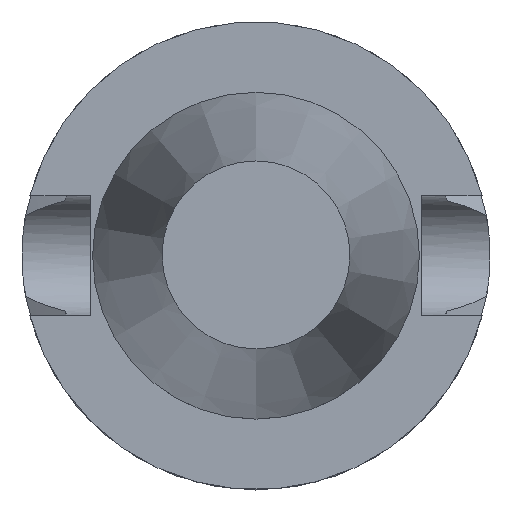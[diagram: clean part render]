
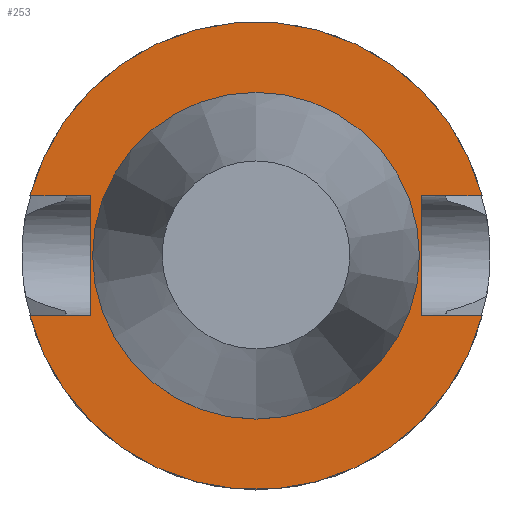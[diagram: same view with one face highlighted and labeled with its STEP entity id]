
A CAD part, top view. The second image highlights one B-rep face of the part: STEP entity #253.
In plain terms, the highlighted planar face has unit normal (0, 0, 1).
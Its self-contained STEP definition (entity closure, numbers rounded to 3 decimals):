
#132=EDGE_CURVE('240[2]',#353,#371,#372,.T.);
#175=EDGE_CURVE('240[2]',#436,#437,#438,.T.);
#188=EDGE_CURVE('240[2]',#368,#455,#456,.T.);
#193=EDGE_CURVE('240[2]',#371,#462,#463,.T.);
#206=EDGE_CURVE('240[2]',#480,#480,#481,.T.);
#248=EDGE_CURVE('240[2]',#437,#392,#536,.T.);
#253=ADVANCED_FACE('240[2]',(#542,#543),#544,.T.);
#260=EDGE_CURVE('240[2]',#392,#368,#553,.T.);
#279=EDGE_CURVE('240[2]',#455,#353,#581,.T.);
#308=EDGE_CURVE('240[2]',#462,#436,#616,.T.);
#353=VERTEX_POINT('',#666);
#368=VERTEX_POINT('',#687);
#371=VERTEX_POINT('',#692);
#372=LINE('',#693,#694);
#392=VERTEX_POINT('',#731);
#436=VERTEX_POINT('',#824);
#437=VERTEX_POINT('',#825);
#438=CIRCLE('',#826,50.);
#455=VERTEX_POINT('',#867);
#456=LINE('',#868,#869);
#462=VERTEX_POINT('',#877);
#463=LINE('',#878,#879);
#480=VERTEX_POINT('',#904);
#481=CIRCLE('',#905,34.925);
#536=LINE('',#1002,#1003);
#542=FACE_OUTER_BOUND('',#1011,.T.);
#543=FACE_BOUND('',#1012,.T.);
#544=PLANE('',#1013);
#553=LINE('',#1036,#1037);
#581=CIRCLE('',#1159,50.);
#616=LINE('',#1292,#1293);
#666=CARTESIAN_POINT('',(-48.321,12.85,-1.5));
#687=CARTESIAN_POINT('',(35.4,12.85,-1.5));
#692=CARTESIAN_POINT('',(-35.4,12.85,-1.5));
#693=CARTESIAN_POINT('',(-17.7,12.85,-1.5));
#694=VECTOR('',#1352,1.0);
#731=CARTESIAN_POINT('',(35.4,-12.85,-1.5));
#824=CARTESIAN_POINT('',(-48.321,-12.85,-1.5));
#825=CARTESIAN_POINT('',(48.321,-12.85,-1.5));
#826=AXIS2_PLACEMENT_3D('',#1417,#1418,#1419);
#867=CARTESIAN_POINT('',(48.321,12.85,-1.5));
#868=CARTESIAN_POINT('',(17.7,12.85,-1.5));
#869=VECTOR('',#1433,1.0);
#877=CARTESIAN_POINT('',(-35.4,-12.85,-1.5));
#878=CARTESIAN_POINT('',(-35.4,14.806,-1.5));
#879=VECTOR('',#1446,1.0);
#904=CARTESIAN_POINT('',(0.,34.925,-1.5));
#905=AXIS2_PLACEMENT_3D('',#1465,#1466,#1467);
#1002=CARTESIAN_POINT('',(17.7,-12.85,-1.5));
#1003=VECTOR('',#1530,1.0);
#1011=EDGE_LOOP('',(#1535,#1536,#1537,#1538,#1539,#1540,#1541,#1542));
#1012=EDGE_LOOP('',(#1543));
#1013=AXIS2_PLACEMENT_3D('',#1544,#1545,#1546);
#1036=CARTESIAN_POINT('',(35.4,21.231,-1.5));
#1037=VECTOR('',#1553,1.0);
#1159=AXIS2_PLACEMENT_3D('',#1582,#1583,#1584);
#1292=CARTESIAN_POINT('',(-17.7,-12.85,-1.5));
#1293=VECTOR('',#1633,1.0);
#1352=DIRECTION('',(1.0,-0.0,0.));
#1417=CARTESIAN_POINT('',(0.,0.,-1.5));
#1418=DIRECTION('',(0.,0.,1.0));
#1419=DIRECTION('',(0.,1.0,0.));
#1433=DIRECTION('',(1.0,-0.0,0.));
#1446=DIRECTION('',(0.0,-1.0,0.));
#1465=CARTESIAN_POINT('',(0.,0.,-1.5));
#1466=DIRECTION('',(0.,0.,1.0));
#1467=DIRECTION('',(0.,1.0,0.));
#1530=DIRECTION('',(-1.0,-0.0,0.));
#1535=ORIENTED_EDGE('',*,*,#308,.T.);
#1536=ORIENTED_EDGE('',*,*,#175,.T.);
#1537=ORIENTED_EDGE('',*,*,#248,.T.);
#1538=ORIENTED_EDGE('',*,*,#260,.T.);
#1539=ORIENTED_EDGE('',*,*,#188,.T.);
#1540=ORIENTED_EDGE('',*,*,#279,.T.);
#1541=ORIENTED_EDGE('',*,*,#132,.T.);
#1542=ORIENTED_EDGE('',*,*,#193,.T.);
#1543=ORIENTED_EDGE('',*,*,#206,.F.);
#1544=CARTESIAN_POINT('',(0.,42.463,-1.5));
#1545=DIRECTION('',(0.,0.,1.0));
#1546=DIRECTION('',(1.0,0.,0.0));
#1553=DIRECTION('',(0.0,1.0,0.));
#1582=CARTESIAN_POINT('',(0.,0.,-1.5));
#1583=DIRECTION('',(0.,0.,1.0));
#1584=DIRECTION('',(0.,1.0,0.));
#1633=DIRECTION('',(-1.0,-0.0,0.));
